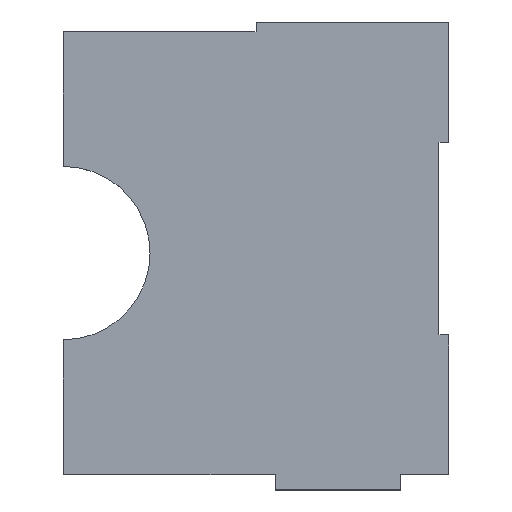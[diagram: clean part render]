
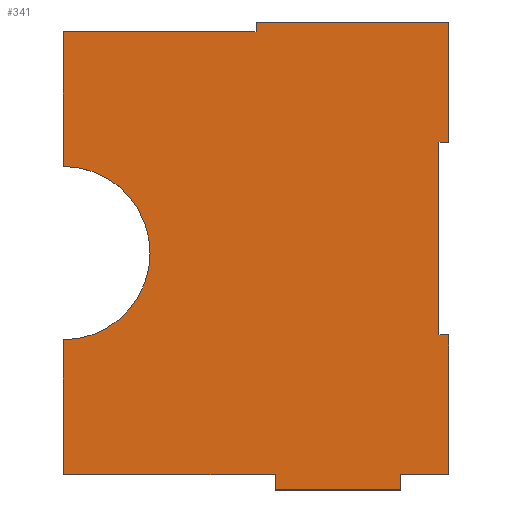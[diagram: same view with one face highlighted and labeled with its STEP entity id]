
A CAD part, top view. The second image highlights one B-rep face of the part: STEP entity #341.
In plain terms, the highlighted planar face has unit normal (0, 0, 1).
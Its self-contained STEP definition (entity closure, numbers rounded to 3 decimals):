
#16=CIRCLE('',#374,45.);
#20=FACE_OUTER_BOUND('',#38,.T.);
#38=EDGE_LOOP('',(#234,#235,#236,#237,#238,#239,#240,#241,#242,#243,#244,
#245,#246,#247,#248,#249));
#55=LINE('',#485,#101);
#58=LINE('',#491,#104);
#61=LINE('',#497,#107);
#62=LINE('',#499,#108);
#63=LINE('',#501,#109);
#64=LINE('',#503,#110);
#65=LINE('',#505,#111);
#66=LINE('',#507,#112);
#67=LINE('',#509,#113);
#68=LINE('',#511,#114);
#69=LINE('',#513,#115);
#70=LINE('',#515,#116);
#71=LINE('',#519,#117);
#72=LINE('',#521,#118);
#73=LINE('',#522,#119);
#101=VECTOR('',#396,10.);
#104=VECTOR('',#401,10.);
#107=VECTOR('',#406,10.);
#108=VECTOR('',#407,10.);
#109=VECTOR('',#408,10.);
#110=VECTOR('',#409,10.);
#111=VECTOR('',#410,10.);
#112=VECTOR('',#411,10.);
#113=VECTOR('',#412,10.);
#114=VECTOR('',#413,10.);
#115=VECTOR('',#414,10.);
#116=VECTOR('',#415,10.);
#117=VECTOR('',#418,10.);
#118=VECTOR('',#419,10.);
#119=VECTOR('',#420,10.);
#147=VERTEX_POINT('',#482);
#148=VERTEX_POINT('',#484);
#150=VERTEX_POINT('',#490);
#152=VERTEX_POINT('',#496);
#153=VERTEX_POINT('',#498);
#154=VERTEX_POINT('',#500);
#155=VERTEX_POINT('',#502);
#156=VERTEX_POINT('',#504);
#157=VERTEX_POINT('',#506);
#158=VERTEX_POINT('',#508);
#159=VERTEX_POINT('',#510);
#160=VERTEX_POINT('',#512);
#161=VERTEX_POINT('',#514);
#162=VERTEX_POINT('',#516);
#163=VERTEX_POINT('',#518);
#164=VERTEX_POINT('',#520);
#179=EDGE_CURVE('',#147,#148,#55,.T.);
#182=EDGE_CURVE('',#147,#150,#58,.T.);
#185=EDGE_CURVE('',#150,#152,#61,.T.);
#186=EDGE_CURVE('',#153,#152,#62,.T.);
#187=EDGE_CURVE('',#154,#153,#63,.T.);
#188=EDGE_CURVE('',#155,#154,#64,.T.);
#189=EDGE_CURVE('',#156,#155,#65,.T.);
#190=EDGE_CURVE('',#157,#156,#66,.T.);
#191=EDGE_CURVE('',#158,#157,#67,.T.);
#192=EDGE_CURVE('',#159,#158,#68,.T.);
#193=EDGE_CURVE('',#160,#159,#69,.T.);
#194=EDGE_CURVE('',#160,#161,#70,.T.);
#195=EDGE_CURVE('',#161,#162,#16,.T.);
#196=EDGE_CURVE('',#162,#163,#71,.T.);
#197=EDGE_CURVE('',#164,#163,#72,.T.);
#198=EDGE_CURVE('',#164,#148,#73,.T.);
#234=ORIENTED_EDGE('',*,*,#182,.T.);
#235=ORIENTED_EDGE('',*,*,#185,.T.);
#236=ORIENTED_EDGE('',*,*,#186,.F.);
#237=ORIENTED_EDGE('',*,*,#187,.F.);
#238=ORIENTED_EDGE('',*,*,#188,.F.);
#239=ORIENTED_EDGE('',*,*,#189,.F.);
#240=ORIENTED_EDGE('',*,*,#190,.F.);
#241=ORIENTED_EDGE('',*,*,#191,.F.);
#242=ORIENTED_EDGE('',*,*,#192,.F.);
#243=ORIENTED_EDGE('',*,*,#193,.F.);
#244=ORIENTED_EDGE('',*,*,#194,.T.);
#245=ORIENTED_EDGE('',*,*,#195,.T.);
#246=ORIENTED_EDGE('',*,*,#196,.T.);
#247=ORIENTED_EDGE('',*,*,#197,.F.);
#248=ORIENTED_EDGE('',*,*,#198,.T.);
#249=ORIENTED_EDGE('',*,*,#179,.F.);
#324=PLANE('',#373);
#341=ADVANCED_FACE('',(#20),#324,.F.);
#373=AXIS2_PLACEMENT_3D('',#495,#404,#405);
#374=AXIS2_PLACEMENT_3D('',#517,#416,#417);
#396=DIRECTION('',(-1.,0.,0.));
#401=DIRECTION('',(0.,1.,0.));
#404=DIRECTION('center_axis',(0.,0.,-1.));
#405=DIRECTION('ref_axis',(-1.,0.,0.));
#406=DIRECTION('',(1.,0.,0.));
#407=DIRECTION('',(0.,-1.,0.));
#408=DIRECTION('',(1.,0.,0.));
#409=DIRECTION('',(0.,-1.,0.));
#410=DIRECTION('',(-1.,0.,0.));
#411=DIRECTION('',(0.,-1.,0.));
#412=DIRECTION('',(1.,0.,0.));
#413=DIRECTION('',(0.,1.,0.));
#414=DIRECTION('',(1.,0.,0.));
#415=DIRECTION('',(0.,-1.,0.));
#416=DIRECTION('center_axis',(0.,0.,-1.));
#417=DIRECTION('ref_axis',(1.,0.,0.));
#418=DIRECTION('',(0.,-1.,0.));
#419=DIRECTION('',(-1.,0.,0.));
#420=DIRECTION('',(0.,-1.,0.));
#482=CARTESIAN_POINT('',(175.,0.,140.));
#484=CARTESIAN_POINT('',(110.,0.,140.));
#485=CARTESIAN_POINT('',(100.,0.,140.));
#490=CARTESIAN_POINT('',(175.,8.,140.));
#491=CARTESIAN_POINT('',(175.,6.75,140.));
#495=CARTESIAN_POINT('Origin',(210.,8.,140.));
#496=CARTESIAN_POINT('',(200.,8.,140.));
#497=CARTESIAN_POINT('',(205.,8.,140.));
#498=CARTESIAN_POINT('',(200.,80.5,140.));
#499=CARTESIAN_POINT('',(200.,8.,140.));
#500=CARTESIAN_POINT('',(195.,80.5,140.));
#501=CARTESIAN_POINT('',(210.,80.5,140.));
#502=CARTESIAN_POINT('',(195.,180.5,140.));
#503=CARTESIAN_POINT('',(195.,8.,140.));
#504=CARTESIAN_POINT('',(200.,180.5,140.));
#505=CARTESIAN_POINT('',(212.5,180.5,140.));
#506=CARTESIAN_POINT('',(200.,243.,140.));
#507=CARTESIAN_POINT('',(200.,8.,140.));
#508=CARTESIAN_POINT('',(100.,243.,140.));
#509=CARTESIAN_POINT('',(103.75,243.,140.));
#510=CARTESIAN_POINT('',(100.,238.,140.));
#511=CARTESIAN_POINT('',(100.,133.,140.));
#512=CARTESIAN_POINT('',(0.,238.,140.));
#513=CARTESIAN_POINT('',(105.,238.,140.));
#514=CARTESIAN_POINT('',(0.,168.,140.));
#515=CARTESIAN_POINT('',(0.,65.5,140.));
#516=CARTESIAN_POINT('',(0.,78.,140.));
#517=CARTESIAN_POINT('Origin',(0.,123.,140.));
#518=CARTESIAN_POINT('',(0.,8.,140.));
#519=CARTESIAN_POINT('',(0.,65.5,140.));
#520=CARTESIAN_POINT('',(110.,8.,140.));
#521=CARTESIAN_POINT('',(210.,8.,140.));
#522=CARTESIAN_POINT('',(110.,3.,140.));
